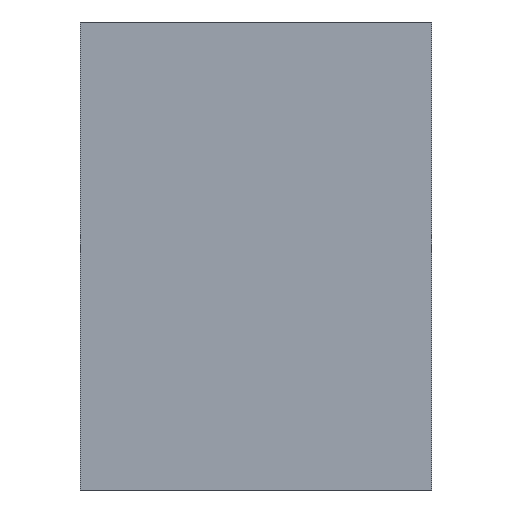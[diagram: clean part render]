
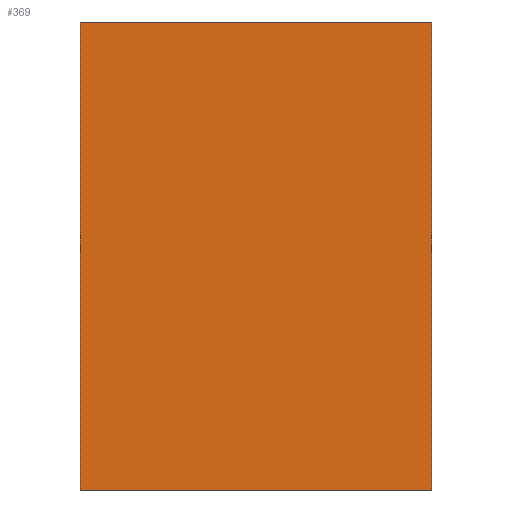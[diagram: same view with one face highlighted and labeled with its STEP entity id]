
A CAD part, left-side view. The second image highlights one B-rep face of the part: STEP entity #369.
In plain terms, the highlighted planar face has unit normal (-1, 0, 0).
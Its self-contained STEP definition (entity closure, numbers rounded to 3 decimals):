
#33=FACE_OUTER_BOUND('',#53,.T.);
#53=EDGE_LOOP('',(#318,#319,#320,#321));
#97=LINE('',#566,#146);
#102=LINE('',#576,#151);
#104=LINE('',#579,#153);
#105=LINE('',#580,#154);
#146=VECTOR('',#463,10.);
#151=VECTOR('',#472,10.);
#153=VECTOR('',#476,10.);
#154=VECTOR('',#477,10.);
#182=VERTEX_POINT('',#563);
#183=VERTEX_POINT('',#565);
#185=VERTEX_POINT('',#573);
#186=VERTEX_POINT('',#575);
#227=EDGE_CURVE('',#182,#183,#97,.T.);
#232=EDGE_CURVE('',#185,#186,#102,.T.);
#234=EDGE_CURVE('',#183,#185,#104,.T.);
#235=EDGE_CURVE('',#186,#182,#105,.T.);
#318=ORIENTED_EDGE('',*,*,#234,.F.);
#319=ORIENTED_EDGE('',*,*,#227,.F.);
#320=ORIENTED_EDGE('',*,*,#235,.F.);
#321=ORIENTED_EDGE('',*,*,#232,.F.);
#350=PLANE('',#390);
#369=ADVANCED_FACE('',(#33),#350,.T.);
#390=AXIS2_PLACEMENT_3D('',#578,#474,#475);
#463=DIRECTION('',(0.,-1.,0.));
#472=DIRECTION('',(0.,1.,0.));
#474=DIRECTION('center_axis',(-1.,0.,0.));
#475=DIRECTION('ref_axis',(0.,-1.,0.));
#476=DIRECTION('',(0.,0.,-1.));
#477=DIRECTION('',(0.,0.,1.));
#563=CARTESIAN_POINT('',(-60.,30.,40.));
#565=CARTESIAN_POINT('',(-60.,-30.,40.));
#566=CARTESIAN_POINT('',(-60.,30.,40.));
#573=CARTESIAN_POINT('',(-60.,-30.,-40.));
#575=CARTESIAN_POINT('',(-60.,30.,-40.));
#576=CARTESIAN_POINT('',(-60.,30.,-40.));
#578=CARTESIAN_POINT('Origin',(-60.,30.,0.));
#579=CARTESIAN_POINT('',(-60.,-30.,0.));
#580=CARTESIAN_POINT('',(-60.,30.,0.));
